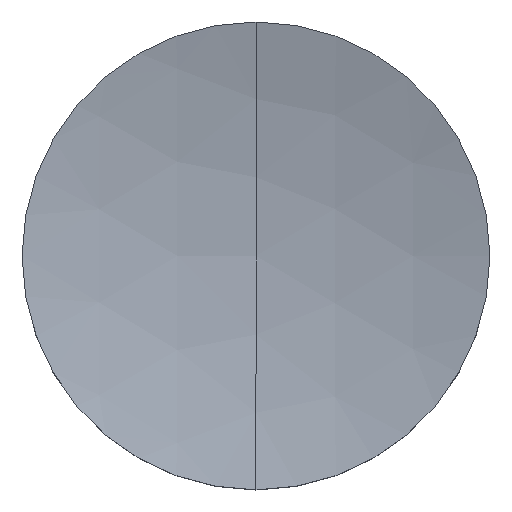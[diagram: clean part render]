
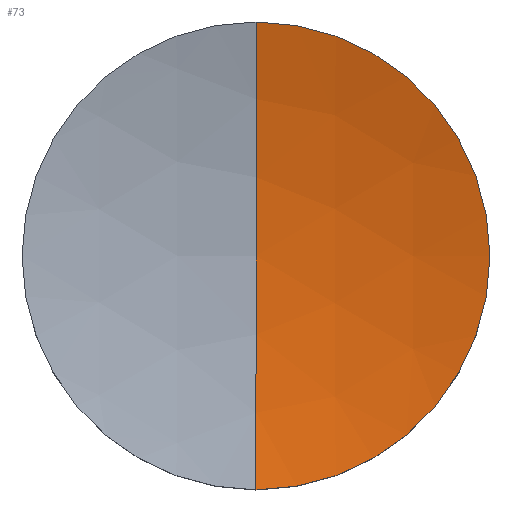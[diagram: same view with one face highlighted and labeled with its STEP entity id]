
A CAD part, top view. The second image highlights one B-rep face of the part: STEP entity #73.
In plain terms, the highlighted spherical face has radius 51.46 mm.
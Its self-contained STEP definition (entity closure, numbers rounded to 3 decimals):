
#10 = VERTEX_POINT ( 'NONE', #64 ) ;
#11 = EDGE_CURVE ( 'NONE', #23, #10, #18, .T. ) ;
#18 = CIRCLE ( 'NONE', #47, 12.7 ) ;
#23 = VERTEX_POINT ( 'NONE', #97 ) ;
#24 = ORIENTED_EDGE ( 'NONE', *, *, #25, .F. ) ;
#25 = EDGE_CURVE ( 'NONE', #26, #10, #82, .T. ) ;
#26 = VERTEX_POINT ( 'NONE', #96 ) ;
#27 = ORIENTED_EDGE ( 'NONE', *, *, #77, .T. ) ;
#45 = DIRECTION ( 'NONE',  ( 1., 0., 0. ) ) ;
#46 = DIRECTION ( 'NONE',  ( 0., 0., 1. ) ) ;
#47 = AXIS2_PLACEMENT_3D ( 'NONE', #63, #46, #45 ) ;
#51 = VERTEX_POINT ( 'NONE', #101 ) ;
#52 = ORIENTED_EDGE ( 'NONE', *, *, #69, .T. ) ;
#63 = CARTESIAN_POINT ( 'NONE',  ( 0., 0., 2.796 ) ) ;
#64 = CARTESIAN_POINT ( 'NONE',  ( 0., 12.7, 2.796 ) ) ;
#69 = EDGE_CURVE ( 'NONE', #51, #23, #217, .T. ) ;
#72 = ORIENTED_EDGE ( 'NONE', *, *, #11, .T. ) ;
#73 = ADVANCED_FACE ( 'NONE', ( #204 ), #159, .F. ) ;
#76 = EDGE_LOOP ( 'NONE', ( #24, #27, #52, #72 ) ) ;
#77 = EDGE_CURVE ( 'NONE', #26, #51, #201, .T. ) ;
#82 = CIRCLE ( 'NONE', #112, 51.46 ) ;
#92 = CARTESIAN_POINT ( 'NONE',  ( 0., 0., 52.664 ) ) ;
#93 = DIRECTION ( 'NONE',  ( 0., 0., -1. ) ) ;
#95 = DIRECTION ( 'NONE',  ( 1., 0., 0. ) ) ;
#96 = CARTESIAN_POINT ( 'NONE',  ( 0., 0., 1.204 ) ) ;
#97 = CARTESIAN_POINT ( 'NONE',  ( 12.7, 0., 2.796 ) ) ;
#101 = CARTESIAN_POINT ( 'NONE',  ( 0., -12.7, 2.796 ) ) ;
#112 = AXIS2_PLACEMENT_3D ( 'NONE', #92, #95, #93 ) ;
#158 = CARTESIAN_POINT ( 'NONE',  ( 0., 0., 52.664 ) ) ;
#159 = SPHERICAL_SURFACE ( 'NONE', #200, 51.46 ) ;
#174 = DIRECTION ( 'NONE',  ( -1., 0., 0. ) ) ;
#175 = CARTESIAN_POINT ( 'NONE',  ( 0., 0., 52.664 ) ) ;
#176 = AXIS2_PLACEMENT_3D ( 'NONE', #175, #174, #211 ) ;
#198 = DIRECTION ( 'NONE',  ( 0., 1., 0. ) ) ;
#199 = DIRECTION ( 'NONE',  ( -1., 0., 0. ) ) ;
#200 = AXIS2_PLACEMENT_3D ( 'NONE', #158, #199, #198 ) ;
#201 = CIRCLE ( 'NONE', #176, 51.46 ) ;
#204 = FACE_OUTER_BOUND ( 'NONE', #76, .T. ) ;
#211 = DIRECTION ( 'NONE',  ( 0., -1., 0. ) ) ;
#213 = DIRECTION ( 'NONE',  ( 1., 0., 0. ) ) ;
#214 = DIRECTION ( 'NONE',  ( 0., 0., 1. ) ) ;
#215 = CARTESIAN_POINT ( 'NONE',  ( 0., 0., 2.796 ) ) ;
#216 = AXIS2_PLACEMENT_3D ( 'NONE', #215, #214, #213 ) ;
#217 = CIRCLE ( 'NONE', #216, 12.7 ) ;
